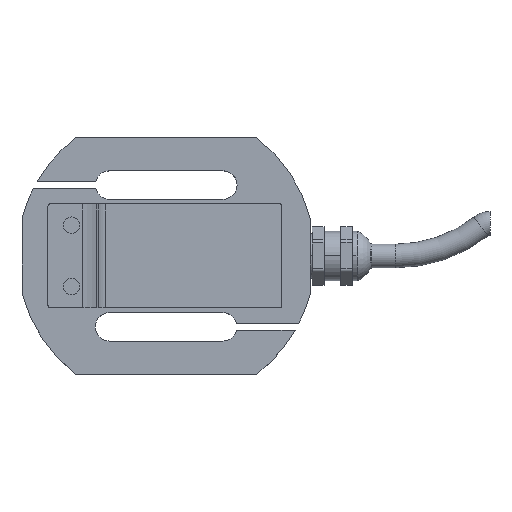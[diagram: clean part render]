
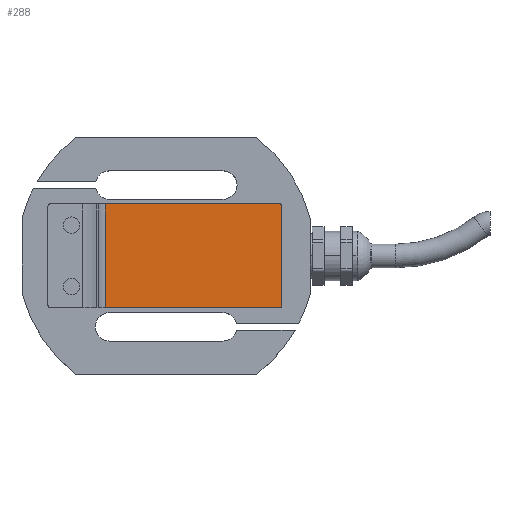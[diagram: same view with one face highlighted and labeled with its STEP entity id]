
A CAD part, top view. The second image highlights one B-rep face of the part: STEP entity #288.
In plain terms, the highlighted planar face has unit normal (0, 0, 1).
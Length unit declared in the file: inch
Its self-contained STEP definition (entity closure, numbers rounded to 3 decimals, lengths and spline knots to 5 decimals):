
#288=ADVANCED_FACE('',(#668),#669,.F.);
#668=FACE_OUTER_BOUND('',#1148,.T.);
#669=PLANE('',#1149);
#1148=EDGE_LOOP('',(#1910,#1911,#1912,#1913,#1914,#1915));
#1149=AXIS2_PLACEMENT_3D('',#1916,#1917,#1918);
#1910=ORIENTED_EDGE('',*,*,#2929,.F.);
#1911=ORIENTED_EDGE('',*,*,#2930,.T.);
#1912=ORIENTED_EDGE('',*,*,#2931,.F.);
#1913=ORIENTED_EDGE('',*,*,#2932,.T.);
#1914=ORIENTED_EDGE('',*,*,#2933,.T.);
#1915=ORIENTED_EDGE('',*,*,#2934,.T.);
#1916=CARTESIAN_POINT('',(0.96457,0.43307,0.53543));
#1917=DIRECTION('',(0.,0.,-1.0));
#1918=DIRECTION('',(1.0,0.,0.));
#2929=EDGE_CURVE('',#3539,#3540,#3541,.T.);
#2930=EDGE_CURVE('',#3539,#3542,#3543,.T.);
#2931=EDGE_CURVE('',#3544,#3542,#3545,.T.);
#2932=EDGE_CURVE('',#3544,#3546,#3547,.T.);
#2933=EDGE_CURVE('',#3546,#3548,#3549,.T.);
#2934=EDGE_CURVE('',#3548,#3540,#3550,.T.);
#3539=VERTEX_POINT('',#4368);
#3540=VERTEX_POINT('',#4369);
#3541=LINE('',#4370,#4371);
#3542=VERTEX_POINT('',#4372);
#3543=CIRCLE('',#4373,0.01969);
#3544=VERTEX_POINT('',#4374);
#3545=LINE('',#4375,#4376);
#3546=VERTEX_POINT('',#4377);
#3547=LINE('',#4378,#4379);
#3548=VERTEX_POINT('',#4380);
#3549=LINE('',#4381,#4382);
#3550=CIRCLE('',#4383,0.01969);
#4368=CARTESIAN_POINT('',(0.96457,0.41339,0.53543));
#4369=CARTESIAN_POINT('',(0.96457,-0.41339,0.53543));
#4370=CARTESIAN_POINT('',(0.96457,0.43307,0.53543));
#4371=VECTOR('',#5209,39.37008);
#4372=CARTESIAN_POINT('',(0.94488,0.43307,0.53543));
#4373=AXIS2_PLACEMENT_3D('',#5210,#5211,#5212);
#4374=CARTESIAN_POINT('',(-0.50568,0.43307,0.53543));
#4375=CARTESIAN_POINT('',(0.96457,0.43307,0.53543));
#4376=VECTOR('',#5213,39.37008);
#4377=CARTESIAN_POINT('',(-0.50568,-0.43307,0.53543));
#4378=CARTESIAN_POINT('',(-0.50568,0.43307,0.53543));
#4379=VECTOR('',#5214,39.37008);
#4380=CARTESIAN_POINT('',(0.94488,-0.43307,0.53543));
#4381=CARTESIAN_POINT('',(0.96457,-0.43307,0.53543));
#4382=VECTOR('',#5215,39.37008);
#4383=AXIS2_PLACEMENT_3D('',#5216,#5217,#5218);
#5209=DIRECTION('',(0.,-1.0,0.));
#5210=CARTESIAN_POINT('',(0.94488,0.41339,0.53543));
#5211=DIRECTION('',(0.0,0.,1.0));
#5212=DIRECTION('',(-1.0,0.0,0.0));
#5213=DIRECTION('',(1.0,0.,0.));
#5214=DIRECTION('',(0.,-1.0,0.));
#5215=DIRECTION('',(1.0,0.,0.));
#5216=CARTESIAN_POINT('',(0.94488,-0.41339,0.53543));
#5217=DIRECTION('',(0.0,0.,1.0));
#5218=DIRECTION('',(-1.0,0.0,0.0));
